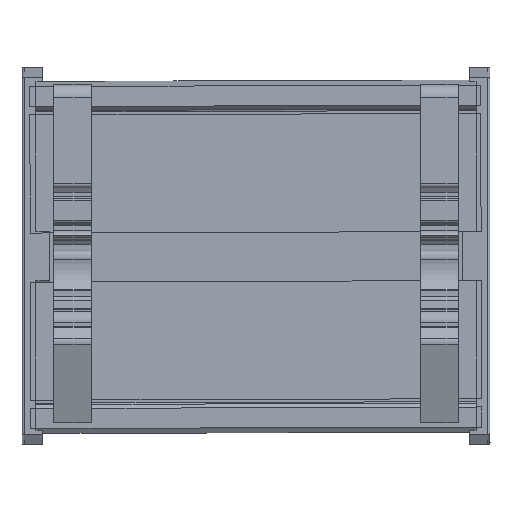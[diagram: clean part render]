
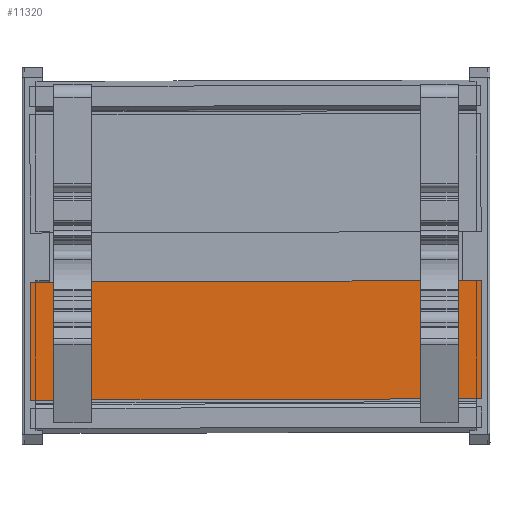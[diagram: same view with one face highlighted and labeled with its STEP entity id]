
A CAD part, front view. The second image highlights one B-rep face of the part: STEP entity #11320.
In plain terms, the highlighted planar face has unit normal (0, -1, 0).
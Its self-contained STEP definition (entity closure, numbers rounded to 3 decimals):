
#11264=CARTESIAN_POINT('',(-570.895,-523.966,110.0));
#11265=VERTEX_POINT('',#11264);
#11272=CARTESIAN_POINT('',(-570.895,-523.966,0.0));
#11273=VERTEX_POINT('',#11272);
#11274=CARTESIAN_POINT('',(-570.895,-523.966,0.0));
#11275=DIRECTION('',(0.0,0.0,1.0));
#11276=VECTOR('',#11275,110.0);
#11277=LINE('',#11274,#11276);
#11278=EDGE_CURVE('',#11273,#11265,#11277,.T.);
#11290=CARTESIAN_POINT('',(-570.895,-523.966,0.0));
#11291=DIRECTION('',(0.0,-1.0,0.0));
#11292=DIRECTION('',(0.0,0.0,-1.0));
#11293=AXIS2_PLACEMENT_3D('',#11290,#11291,#11292);
#11294=PLANE('',#11293);
#11295=CARTESIAN_POINT('',(-599.716,-523.966,110.0));
#11296=VERTEX_POINT('',#11295);
#11297=CARTESIAN_POINT('',(-570.895,-523.966,110.0));
#11298=DIRECTION('',(-1.0,0.0,0.0));
#11299=VECTOR('',#11298,28.821);
#11300=LINE('',#11297,#11299);
#11301=EDGE_CURVE('',#11265,#11296,#11300,.T.);
#11302=ORIENTED_EDGE('',*,*,#11301,.T.);
#11303=CARTESIAN_POINT('',(-599.716,-523.966,0.0));
#11304=VERTEX_POINT('',#11303);
#11305=CARTESIAN_POINT('',(-599.716,-523.966,0.0));
#11306=DIRECTION('',(0.0,0.0,1.0));
#11307=VECTOR('',#11306,110.0);
#11308=LINE('',#11305,#11307);
#11309=EDGE_CURVE('',#11304,#11296,#11308,.T.);
#11310=ORIENTED_EDGE('',*,*,#11309,.F.);
#11311=CARTESIAN_POINT('',(-599.716,-523.966,0.0));
#11312=DIRECTION('',(1.0,0.0,0.0));
#11313=VECTOR('',#11312,28.821);
#11314=LINE('',#11311,#11313);
#11315=EDGE_CURVE('',#11304,#11273,#11314,.T.);
#11316=ORIENTED_EDGE('',*,*,#11315,.T.);
#11317=ORIENTED_EDGE('',*,*,#11278,.T.);
#11318=EDGE_LOOP('',(#11302,#11310,#11316,#11317));
#11319=FACE_OUTER_BOUND('',#11318,.T.);
#11320=ADVANCED_FACE('',(#11319),#11294,.T.);
